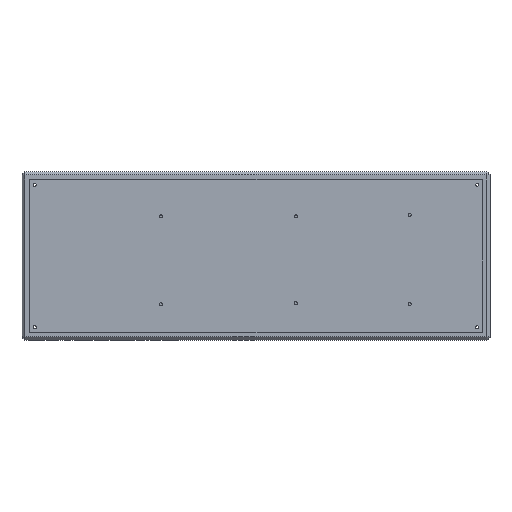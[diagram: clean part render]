
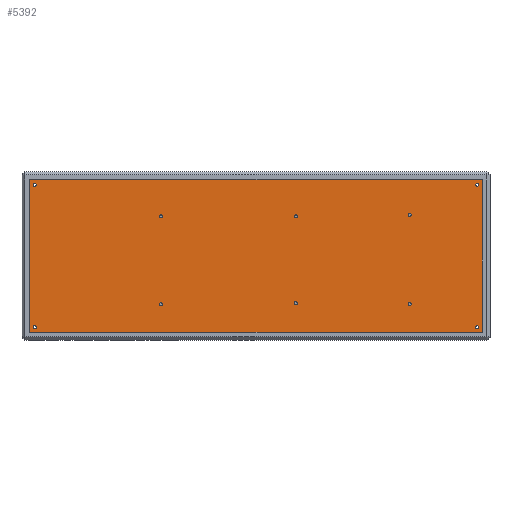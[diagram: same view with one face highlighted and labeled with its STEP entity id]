
A CAD part, top view. The second image highlights one B-rep face of the part: STEP entity #5392.
In plain terms, the highlighted planar face has unit normal (0, 0, 1).
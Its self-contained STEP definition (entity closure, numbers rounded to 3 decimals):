
#486=LINE('',#7688,#1009);
#487=LINE('',#7691,#1010);
#488=LINE('',#7693,#1011);
#489=LINE('',#7695,#1012);
#1009=VECTOR('',#6200,1000.);
#1010=VECTOR('',#6201,1000.);
#1011=VECTOR('',#6202,1000.);
#1012=VECTOR('',#6203,1000.);
#1640=ORIENTED_EDGE('',*,*,#3238,.F.);
#1641=ORIENTED_EDGE('',*,*,#3239,.F.);
#1642=ORIENTED_EDGE('',*,*,#3240,.T.);
#1643=ORIENTED_EDGE('',*,*,#3241,.T.);
#1644=ORIENTED_EDGE('',*,*,#3231,.F.);
#1645=ORIENTED_EDGE('',*,*,#3229,.F.);
#1646=ORIENTED_EDGE('',*,*,#3227,.F.);
#1647=ORIENTED_EDGE('',*,*,#3225,.F.);
#1648=ORIENTED_EDGE('',*,*,#3223,.F.);
#1649=ORIENTED_EDGE('',*,*,#3221,.F.);
#1650=ORIENTED_EDGE('',*,*,#3219,.F.);
#1651=ORIENTED_EDGE('',*,*,#3217,.F.);
#1652=ORIENTED_EDGE('',*,*,#3215,.F.);
#1653=ORIENTED_EDGE('',*,*,#3237,.F.);
#3215=EDGE_CURVE('',#4014,#4014,#4358,.T.);
#3217=EDGE_CURVE('',#4016,#4016,#4360,.T.);
#3219=EDGE_CURVE('',#4018,#4018,#4362,.T.);
#3221=EDGE_CURVE('',#4020,#4020,#4364,.T.);
#3223=EDGE_CURVE('',#4022,#4022,#4366,.T.);
#3225=EDGE_CURVE('',#4024,#4024,#4368,.T.);
#3227=EDGE_CURVE('',#4026,#4026,#4370,.T.);
#3229=EDGE_CURVE('',#4028,#4028,#4372,.T.);
#3231=EDGE_CURVE('',#4030,#4030,#4374,.T.);
#3237=EDGE_CURVE('',#4036,#4036,#4376,.T.);
#3238=EDGE_CURVE('',#4037,#4038,#486,.T.);
#3239=EDGE_CURVE('',#4039,#4037,#487,.T.);
#3240=EDGE_CURVE('',#4039,#4040,#488,.T.);
#3241=EDGE_CURVE('',#4040,#4038,#489,.T.);
#4014=VERTEX_POINT('',#7632);
#4016=VERTEX_POINT('',#7637);
#4018=VERTEX_POINT('',#7642);
#4020=VERTEX_POINT('',#7647);
#4022=VERTEX_POINT('',#7652);
#4024=VERTEX_POINT('',#7657);
#4026=VERTEX_POINT('',#7662);
#4028=VERTEX_POINT('',#7667);
#4030=VERTEX_POINT('',#7672);
#4036=VERTEX_POINT('',#7686);
#4037=VERTEX_POINT('',#7689);
#4038=VERTEX_POINT('',#7690);
#4039=VERTEX_POINT('',#7692);
#4040=VERTEX_POINT('',#7694);
#4358=CIRCLE('',#5732,1.);
#4360=CIRCLE('',#5735,1.);
#4362=CIRCLE('',#5738,1.);
#4364=CIRCLE('',#5741,1.);
#4366=CIRCLE('',#5744,1.);
#4368=CIRCLE('',#5747,1.);
#4370=CIRCLE('',#5750,1.);
#4372=CIRCLE('',#5753,1.);
#4374=CIRCLE('',#5756,1.);
#4376=CIRCLE('',#5760,1.);
#4450=EDGE_LOOP('',(#1640,#1641,#1642,#1643));
#4451=EDGE_LOOP('',(#1644));
#4452=EDGE_LOOP('',(#1645));
#4453=EDGE_LOOP('',(#1646));
#4454=EDGE_LOOP('',(#1647));
#4455=EDGE_LOOP('',(#1648));
#4456=EDGE_LOOP('',(#1649));
#4457=EDGE_LOOP('',(#1650));
#4458=EDGE_LOOP('',(#1651));
#4459=EDGE_LOOP('',(#1652));
#4460=EDGE_LOOP('',(#1653));
#4843=FACE_BOUND('',#4450,.T.);
#4844=FACE_BOUND('',#4451,.T.);
#4845=FACE_BOUND('',#4452,.T.);
#4846=FACE_BOUND('',#4453,.T.);
#4847=FACE_BOUND('',#4454,.T.);
#4848=FACE_BOUND('',#4455,.T.);
#4849=FACE_BOUND('',#4456,.T.);
#4850=FACE_BOUND('',#4457,.T.);
#4851=FACE_BOUND('',#4458,.T.);
#4852=FACE_BOUND('',#4459,.T.);
#4853=FACE_BOUND('',#4460,.T.);
#5198=PLANE('',#5761);
#5392=ADVANCED_FACE('',(#4843,#4844,#4845,#4846,#4847,#4848,#4849,#4850,
#4851,#4852,#4853),#5198,.T.);
#5732=AXIS2_PLACEMENT_3D('',#7631,#6136,#6137);
#5735=AXIS2_PLACEMENT_3D('',#7636,#6142,#6143);
#5738=AXIS2_PLACEMENT_3D('',#7641,#6148,#6149);
#5741=AXIS2_PLACEMENT_3D('',#7646,#6154,#6155);
#5744=AXIS2_PLACEMENT_3D('',#7651,#6160,#6161);
#5747=AXIS2_PLACEMENT_3D('',#7656,#6166,#6167);
#5750=AXIS2_PLACEMENT_3D('',#7661,#6172,#6173);
#5753=AXIS2_PLACEMENT_3D('',#7666,#6178,#6179);
#5756=AXIS2_PLACEMENT_3D('',#7671,#6184,#6185);
#5760=AXIS2_PLACEMENT_3D('',#7685,#6196,#6197);
#5761=AXIS2_PLACEMENT_3D('',#7687,#6198,#6199);
#6136=DIRECTION('',(0.,0.,1.));
#6137=DIRECTION('',(1.,0.,0.));
#6142=DIRECTION('',(0.,0.,1.));
#6143=DIRECTION('',(1.,0.,0.));
#6148=DIRECTION('',(0.,0.,1.));
#6149=DIRECTION('',(1.,0.,0.));
#6154=DIRECTION('',(0.,0.,1.));
#6155=DIRECTION('',(1.,0.,0.));
#6160=DIRECTION('',(0.,0.,1.));
#6161=DIRECTION('',(1.,0.,0.));
#6166=DIRECTION('',(0.,0.,1.));
#6167=DIRECTION('',(1.,0.,0.));
#6172=DIRECTION('',(0.,0.,1.));
#6173=DIRECTION('',(1.,0.,0.));
#6178=DIRECTION('',(0.,0.,1.));
#6179=DIRECTION('',(1.,0.,0.));
#6184=DIRECTION('',(0.,0.,1.));
#6185=DIRECTION('',(1.,0.,0.));
#6196=DIRECTION('',(0.,0.,1.));
#6197=DIRECTION('',(1.,0.,0.));
#6198=DIRECTION('',(0.,0.,1.));
#6199=DIRECTION('',(1.,0.,0.));
#6200=DIRECTION('',(0.,1.,0.));
#6201=DIRECTION('',(-1.,0.,0.));
#6202=DIRECTION('',(0.,1.,0.));
#6203=DIRECTION('',(-1.,0.,0.));
#7631=CARTESIAN_POINT('',(-151.378,-42.182,3.));
#7632=CARTESIAN_POINT('',(-150.378,-42.182,3.));
#7636=CARTESIAN_POINT('',(143.622,52.818,3.));
#7637=CARTESIAN_POINT('',(144.622,52.818,3.));
#7641=CARTESIAN_POINT('',(143.622,-42.182,3.));
#7642=CARTESIAN_POINT('',(144.622,-42.182,3.));
#7646=CARTESIAN_POINT('',(-67.378,31.718,3.));
#7647=CARTESIAN_POINT('',(-66.378,31.718,3.));
#7651=CARTESIAN_POINT('',(-67.378,-26.852,3.));
#7652=CARTESIAN_POINT('',(-66.378,-26.852,3.));
#7656=CARTESIAN_POINT('',(98.622,32.718,3.));
#7657=CARTESIAN_POINT('',(99.622,32.718,3.));
#7661=CARTESIAN_POINT('',(22.622,31.718,3.));
#7662=CARTESIAN_POINT('',(23.622,31.718,3.));
#7666=CARTESIAN_POINT('',(22.622,-26.182,3.));
#7667=CARTESIAN_POINT('',(23.622,-26.182,3.));
#7671=CARTESIAN_POINT('',(98.622,-26.782,3.));
#7672=CARTESIAN_POINT('',(99.622,-26.782,3.));
#7685=CARTESIAN_POINT('',(-151.378,52.818,3.));
#7686=CARTESIAN_POINT('',(-150.378,52.818,3.));
#7687=CARTESIAN_POINT('',(-3.878,5.318,3.));
#7688=CARTESIAN_POINT('',(-154.878,5.318,3.));
#7689=CARTESIAN_POINT('',(-154.878,-45.682,3.));
#7690=CARTESIAN_POINT('',(-154.878,56.318,3.));
#7691=CARTESIAN_POINT('',(-3.878,-45.682,3.));
#7692=CARTESIAN_POINT('',(147.122,-45.682,3.));
#7693=CARTESIAN_POINT('',(147.122,5.318,3.));
#7694=CARTESIAN_POINT('',(147.122,56.318,3.));
#7695=CARTESIAN_POINT('',(-3.878,56.318,3.));
